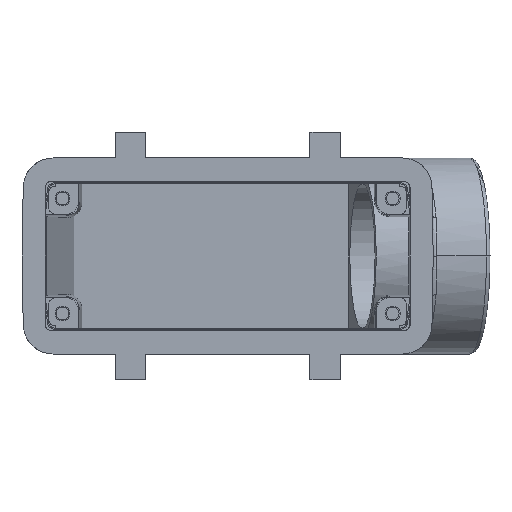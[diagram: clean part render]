
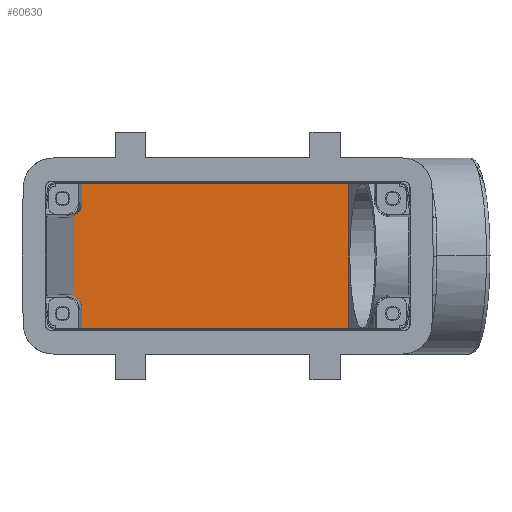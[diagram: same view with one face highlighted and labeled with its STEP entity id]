
A CAD part, front view. The second image highlights one B-rep face of the part: STEP entity #60630.
In plain terms, the highlighted planar face has unit normal (0, -1, 0).
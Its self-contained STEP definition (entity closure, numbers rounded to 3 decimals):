
#10830=CARTESIAN_POINT('',(18.217,94.1,-12.463))
;
#10840=VERTEX_POINT('',#10830);
#10890=CARTESIAN_POINT('',(21.717,94.1,-12.463)
);
#10900=DIRECTION('',(0.,-1.,0.));
#10910=DIRECTION('',(0.707,0.,
-0.707));
#10920=AXIS2_PLACEMENT_3D('',#10890,#10900,#10910);
#10930=ELLIPSE('',#10920,3.5,3.5);
#10940=CARTESIAN_POINT('',(20.056,94.1,-9.382)
);
#10950=VERTEX_POINT('',#10940);
#10960=EDGE_CURVE('',#10950,#10840,#10930,.T.);
#42190=CARTESIAN_POINT('',(18.217,94.1,-16.963)
);
#42200=VERTEX_POINT('',#42190);
#42230=CARTESIAN_POINT('',(18.217,94.1,0.));
#42240=DIRECTION('',(0.,0.,-1.));
#42250=VECTOR('',#42240,1.);
#42260=LINE('',#42230,#42250);
#42270=EDGE_CURVE('',#10840,#42200,#42260,.T.);
#60070=CARTESIAN_POINT('',(46.556,94.1,0.));
#60080=DIRECTION('',(0.,-1.,0.));
#60090=DIRECTION('',(1.,0.,0.));
#60100=AXIS2_PLACEMENT_3D('',#60070,#60080,#60090);
#60110=PLANE('',#60100);
#60120=CARTESIAN_POINT('',(20.056,94.1,0.));
#60130=DIRECTION('',(0.,0.,1.));
#60140=VECTOR('',#60130,1.);
#60150=LINE('',#60120,#60140);
#60160=CARTESIAN_POINT('',(20.056,94.1,9.382))
;
#60170=VERTEX_POINT('',#60160);
#60180=EDGE_CURVE('',#10950,#60170,#60150,.T.);
#60190=ORIENTED_EDGE('',*,*,#60180,.T.);
#60200=ORIENTED_EDGE('',*,*,#10960,.F.);
#60210=ORIENTED_EDGE('',*,*,#42270,.F.);
#60220=CARTESIAN_POINT('',(45.603,94.1,-16.963)
);
#60230=DIRECTION('',(-1.,0.,0.));
#60240=VECTOR('',#60230,1.);
#60250=LINE('',#60220,#60240);
#60260=CARTESIAN_POINT('',(-44.457,94.1,-16.963
));
#60270=VERTEX_POINT('',#60260);
#60280=EDGE_CURVE('',#42200,#60270,#60250,.T.);
#60290=ORIENTED_EDGE('',*,*,#60280,.F.);
#60300=CARTESIAN_POINT('',(-44.457,94.1,0.));
#60310=DIRECTION('',(0.,0.,1.));
#60320=VECTOR('',#60310,1.);
#60330=LINE('',#60300,#60320);
#60340=CARTESIAN_POINT('',(-44.457,94.1,16.963)
);
#60350=VERTEX_POINT('',#60340);
#60360=EDGE_CURVE('',#60270,#60350,#60330,.T.);
#60370=ORIENTED_EDGE('',*,*,#60360,.F.);
#60380=CARTESIAN_POINT('',(45.603,94.1,16.963))
;
#60390=DIRECTION('',(-1.,0.,0.));
#60400=VECTOR('',#60390,1.);
#60410=LINE('',#60380,#60400);
#60420=CARTESIAN_POINT('',(18.217,94.1,16.963))
;
#60430=VERTEX_POINT('',#60420);
#60440=EDGE_CURVE('',#60430,#60350,#60410,.T.);
#60450=ORIENTED_EDGE('',*,*,#60440,.T.);
#60460=CARTESIAN_POINT('',(18.217,94.1,0.));
#60470=DIRECTION('',(0.,0.,1.));
#60480=VECTOR('',#60470,1.);
#60490=LINE('',#60460,#60480);
#60500=CARTESIAN_POINT('',(18.217,94.1,12.463))
;
#60510=VERTEX_POINT('',#60500);
#60520=EDGE_CURVE('',#60510,#60430,#60490,.T.);
#60530=ORIENTED_EDGE('',*,*,#60520,.T.);
#60540=CARTESIAN_POINT('',(21.717,94.1,12.463))
;
#60550=DIRECTION('',(0.,-1.,0.));
#60560=DIRECTION('',(0.707,0.,
0.707));
#60570=AXIS2_PLACEMENT_3D('',#60540,#60550,#60560);
#60580=ELLIPSE('',#60570,3.5,3.5);
#60590=EDGE_CURVE('',#60510,#60170,#60580,.T.);
#60600=ORIENTED_EDGE('',*,*,#60590,.F.);
#60610=EDGE_LOOP('',(#60600,#60530,#60450,#60370,#60290,#60210,#60200,
#60190));
#60620=FACE_OUTER_BOUND('',#60610,.T.);
#60630=ADVANCED_FACE('',(#60620),#60110,.T.);
